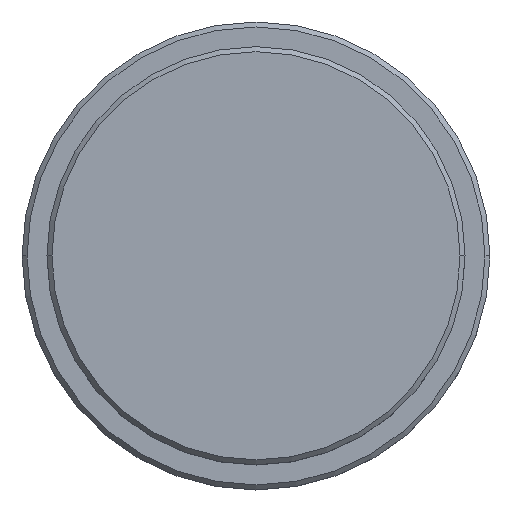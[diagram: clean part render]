
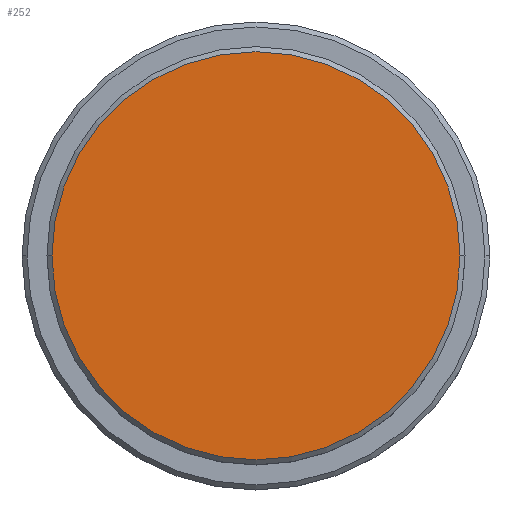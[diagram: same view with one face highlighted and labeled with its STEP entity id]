
A CAD part, top view. The second image highlights one B-rep face of the part: STEP entity #252.
In plain terms, the highlighted planar face has unit normal (0, 0, 1).
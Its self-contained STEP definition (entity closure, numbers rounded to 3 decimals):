
#90 = ORIENTED_EDGE ( 'NONE', *, *, #409, .T. ) ;
#185 = VERTEX_POINT ( 'NONE', #579 ) ;
#187 = DIRECTION ( 'NONE',  ( 0., 0., 1. ) ) ;
#252 = ADVANCED_FACE ( 'NONE', ( #589 ), #1052, .T. ) ;
#266 = DIRECTION ( 'NONE',  ( 1., 0., 0. ) ) ;
#330 = CARTESIAN_POINT ( 'NONE',  ( 20.5, 0., 0. ) ) ;
#333 = CIRCLE ( 'NONE', #652, 20.5 ) ;
#370 = EDGE_LOOP ( 'NONE', ( #1127, #90 ) ) ;
#409 = EDGE_CURVE ( 'NONE', #648, #185, #333, .T. ) ;
#471 = AXIS2_PLACEMENT_3D ( 'NONE', #1153, #1270, #597 ) ;
#496 = CIRCLE ( 'NONE', #471, 20.5 ) ;
#516 = DIRECTION ( 'NONE',  ( 1., 0., 0. ) ) ;
#579 = CARTESIAN_POINT ( 'NONE',  ( -20.5, 0., 0. ) ) ;
#589 = FACE_OUTER_BOUND ( 'NONE', #370, .T. ) ;
#591 = AXIS2_PLACEMENT_3D ( 'NONE', #914, #718, #266 ) ;
#597 = DIRECTION ( 'NONE',  ( 1., 0., 0. ) ) ;
#648 = VERTEX_POINT ( 'NONE', #330 ) ;
#652 = AXIS2_PLACEMENT_3D ( 'NONE', #1379, #187, #516 ) ;
#718 = DIRECTION ( 'NONE',  ( 0., 0., 1. ) ) ;
#914 = CARTESIAN_POINT ( 'NONE',  ( 0., 0., 0. ) ) ;
#1052 = PLANE ( 'NONE',  #591 ) ;
#1127 = ORIENTED_EDGE ( 'NONE', *, *, #1314, .T. ) ;
#1153 = CARTESIAN_POINT ( 'NONE',  ( 0., 0., 0. ) ) ;
#1270 = DIRECTION ( 'NONE',  ( 0., 0., 1. ) ) ;
#1314 = EDGE_CURVE ( 'NONE', #185, #648, #496, .T. ) ;
#1379 = CARTESIAN_POINT ( 'NONE',  ( 0., 0., 0. ) ) ;
